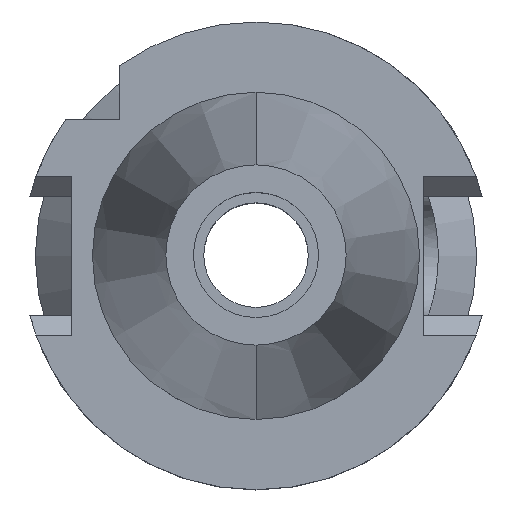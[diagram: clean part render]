
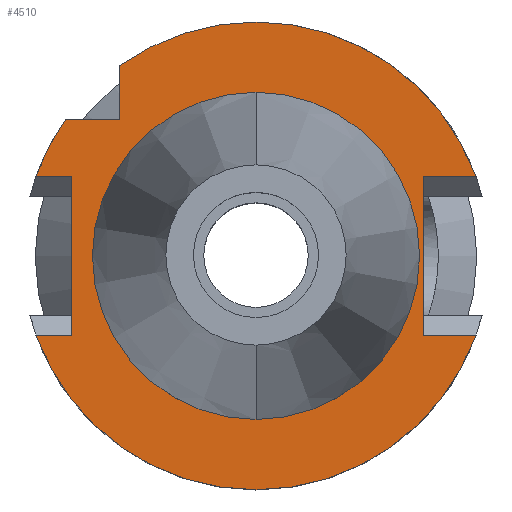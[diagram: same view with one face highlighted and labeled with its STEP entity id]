
A CAD part, top view. The second image highlights one B-rep face of the part: STEP entity #4510.
In plain terms, the highlighted planar face has unit normal (0, 0, 1).
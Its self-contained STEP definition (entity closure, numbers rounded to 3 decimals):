
#1612=DIRECTION('',(0.,-1.,0.));
#1613=VECTOR('',#1612,7.334);
#1614=CARTESIAN_POINT('',(-18.5,25.834,-1.));
#1615=LINE('',#1614,#1613);
#1794=CARTESIAN_POINT('',(29.901,10.75,-1.));
#1806=DIRECTION('',(1.,0.,0.));
#1807=VECTOR('',#1806,7.201);
#1808=CARTESIAN_POINT('',(22.7,10.75,-1.));
#1809=LINE('',#1808,#1807);
#1857=CARTESIAN_POINT('',(0.,0.,-1.));
#1858=DIRECTION('',(0.,0.,-1.));
#1859=DIRECTION('',(-0.582,0.813,0.));
#1860=AXIS2_PLACEMENT_3D('',#1857,#1858,#1859);
#1865=CARTESIAN_POINT('',(0.,0.,-1.));
#1866=DIRECTION('',(0.,0.,-1.));
#1867=DIRECTION('',(0.,1.,0.));
#1868=AXIS2_PLACEMENT_3D('',#1865,#1866,#1867);
#1873=DIRECTION('',(0.,-1.,0.));
#1874=VECTOR('',#1873,21.5);
#1875=CARTESIAN_POINT('',(22.7,10.75,-1.));
#1876=LINE('',#1875,#1874);
#1880=DIRECTION('',(1.,0.,0.));
#1881=VECTOR('',#1880,7.201);
#1882=CARTESIAN_POINT('',(22.7,-10.75,-1.));
#1883=LINE('',#1882,#1881);
#1887=CARTESIAN_POINT('',(0.,0.,-1.));
#1888=DIRECTION('',(0.,0.,-1.));
#1889=DIRECTION('',(0.941,-0.338,0.));
#1890=AXIS2_PLACEMENT_3D('',#1887,#1888,#1889);
#1895=CARTESIAN_POINT('',(0.,0.,-1.));
#1896=DIRECTION('',(0.,0.,-1.));
#1897=DIRECTION('',(0.,-1.,0.));
#1898=AXIS2_PLACEMENT_3D('',#1895,#1896,#1897);
#1903=DIRECTION('',(-1.,0.,0.));
#1904=VECTOR('',#1903,4.901);
#1905=CARTESIAN_POINT('',(-25.,10.75,-1.));
#1906=LINE('',#1905,#1904);
#1910=CARTESIAN_POINT('',(0.,0.,-1.));
#1911=DIRECTION('',(0.,0.,-1.));
#1912=DIRECTION('',(-0.941,0.338,0.));
#1913=AXIS2_PLACEMENT_3D('',#1910,#1911,#1912);
#1918=CARTESIAN_POINT('',(0.,0.,-1.));
#1919=DIRECTION('',(0.,0.,1.));
#1920=DIRECTION('',(0.,-1.,0.));
#1921=AXIS2_PLACEMENT_3D('',#1918,#1919,#1920);
#1926=CARTESIAN_POINT('',(0.,0.,-1.));
#1927=DIRECTION('',(0.,0.,1.));
#1928=DIRECTION('',(0.,1.,0.));
#1929=AXIS2_PLACEMENT_3D('',#1926,#1927,#1928);
#1937=CARTESIAN_POINT('',(-29.901,-10.75,-1.));
#1971=DIRECTION('',(-1.,0.,0.));
#1972=VECTOR('',#1971,4.901);
#1973=CARTESIAN_POINT('',(-25.,-10.75,-1.));
#1974=LINE('',#1973,#1972);
#2009=DIRECTION('',(0.,-1.,0.));
#2010=VECTOR('',#2009,21.5);
#2011=CARTESIAN_POINT('',(-25.,10.75,-1.));
#2012=LINE('',#2011,#2010);
#2082=DIRECTION('',(-1.,0.,0.));
#2083=VECTOR('',#2082,7.334);
#2084=CARTESIAN_POINT('',(-18.5,18.5,-1.));
#2085=LINE('',#2084,#2083);
#3174=CARTESIAN_POINT('',(-18.5,25.834,-1.));
#3175=VERTEX_POINT('',#3174);
#3176=CARTESIAN_POINT('',(-18.5,18.5,-1.));
#3177=VERTEX_POINT('',#3176);
#3203=CARTESIAN_POINT('',(-25.,10.75,-1.));
#3204=VERTEX_POINT('',#3203);
#3205=CARTESIAN_POINT('',(-25.,-10.75,-1.));
#3206=VERTEX_POINT('',#3205);
#3245=VERTEX_POINT('',#1937);
#3246=CARTESIAN_POINT('',(0.,-31.775,-1.));
#3247=VERTEX_POINT('',#3246);
#3248=CARTESIAN_POINT('',(29.901,-10.75,-1.));
#3249=VERTEX_POINT('',#3248);
#3250=VERTEX_POINT('',#1794);
#3251=CARTESIAN_POINT('',(0.,31.775,-1.));
#3252=VERTEX_POINT('',#3251);
#3253=CARTESIAN_POINT('',(-25.834,18.5,-1.));
#3254=VERTEX_POINT('',#3253);
#3255=CARTESIAN_POINT('',(-29.901,10.75,-1.));
#3256=VERTEX_POINT('',#3255);
#3257=CARTESIAN_POINT('',(22.7,10.75,-1.));
#3258=VERTEX_POINT('',#3257);
#3259=CARTESIAN_POINT('',(22.7,-10.75,-1.));
#3260=VERTEX_POINT('',#3259);
#3261=CARTESIAN_POINT('',(0.,-22.225,-1.));
#3262=CARTESIAN_POINT('',(0.,22.225,-1.));
#3263=VERTEX_POINT('',#3261);
#3264=VERTEX_POINT('',#3262);
#4476=CARTESIAN_POINT('',(0.,0.,-1.));
#4477=DIRECTION('',(0.,0.,-1.));
#4478=DIRECTION('',(0.,-1.,0.));
#4479=AXIS2_PLACEMENT_3D('',#4476,#4477,#4478);
#4480=PLANE('',#4479);
#4481=ORIENTED_EDGE('',*,*,#4324,.F.);
#4482=ORIENTED_EDGE('',*,*,#4440,.T.);
#4483=ORIENTED_EDGE('',*,*,#4438,.T.);
#4484=ORIENTED_EDGE('',*,*,#4454,.F.);
#4485=ORIENTED_EDGE('',*,*,#4464,.T.);
#4487=ORIENTED_EDGE('',*,*,#4486,.T.);
#4489=ORIENTED_EDGE('',*,*,#4488,.T.);
#4491=ORIENTED_EDGE('',*,*,#4490,.T.);
#4493=ORIENTED_EDGE('',*,*,#4492,.F.);
#4495=ORIENTED_EDGE('',*,*,#4494,.F.);
#4497=ORIENTED_EDGE('',*,*,#4496,.T.);
#4499=ORIENTED_EDGE('',*,*,#4498,.T.);
#4501=ORIENTED_EDGE('',*,*,#4500,.F.);
#4502=EDGE_LOOP('',(#4481,#4482,#4483,#4484,#4485,#4487,#4489,#4491,#4493,#4495,
#4497,#4499,#4501));
#4503=FACE_OUTER_BOUND('',#4502,.F.);
#4505=ORIENTED_EDGE('',*,*,#4504,.T.);
#4507=ORIENTED_EDGE('',*,*,#4506,.T.);
#4508=EDGE_LOOP('',(#4505,#4507));
#4509=FACE_BOUND('',#4508,.F.);
#1861=CIRCLE('',#1860,31.775);
#1869=CIRCLE('',#1868,31.775);
#1891=CIRCLE('',#1890,31.775);
#1899=CIRCLE('',#1898,31.775);
#1914=CIRCLE('',#1913,31.775);
#1922=CIRCLE('',#1921,22.225);
#1930=CIRCLE('',#1929,22.225);
#4324=EDGE_CURVE('',#3175,#3177,#1615,.T.);
#4438=EDGE_CURVE('',#3252,#3250,#1869,.T.);
#4440=EDGE_CURVE('',#3175,#3252,#1861,.T.);
#4454=EDGE_CURVE('',#3258,#3250,#1809,.T.);
#4464=EDGE_CURVE('',#3258,#3260,#1876,.T.);
#4486=EDGE_CURVE('',#3260,#3249,#1883,.T.);
#4488=EDGE_CURVE('',#3249,#3247,#1891,.T.);
#4490=EDGE_CURVE('',#3247,#3245,#1899,.T.);
#4492=EDGE_CURVE('',#3206,#3245,#1974,.T.);
#4494=EDGE_CURVE('',#3204,#3206,#2012,.T.);
#4496=EDGE_CURVE('',#3204,#3256,#1906,.T.);
#4498=EDGE_CURVE('',#3256,#3254,#1914,.T.);
#4500=EDGE_CURVE('',#3177,#3254,#2085,.T.);
#4504=EDGE_CURVE('',#3263,#3264,#1922,.T.);
#4506=EDGE_CURVE('',#3264,#3263,#1930,.T.);
#4510=ADVANCED_FACE('',(#4503,#4509),#4480,.F.);
